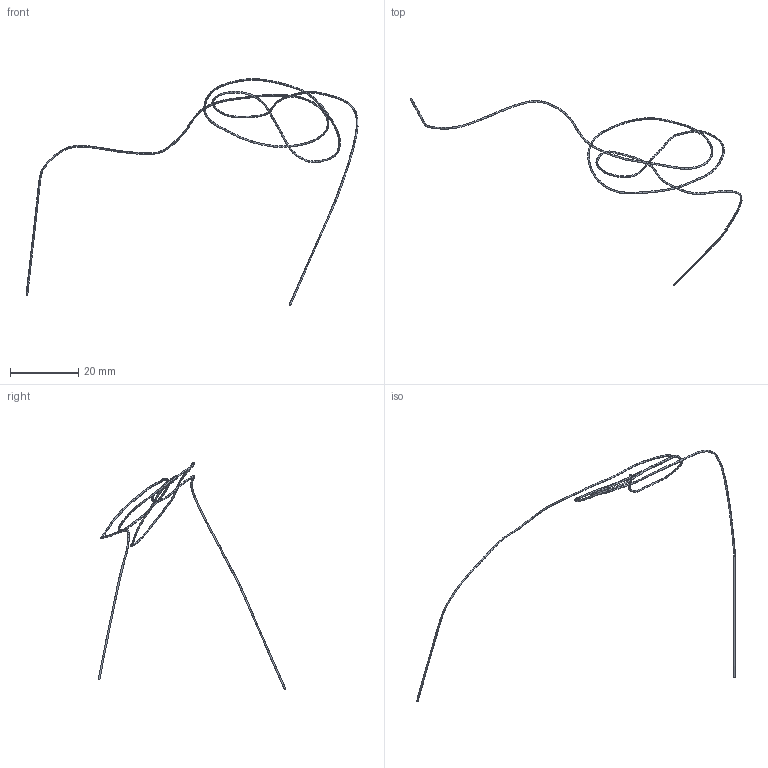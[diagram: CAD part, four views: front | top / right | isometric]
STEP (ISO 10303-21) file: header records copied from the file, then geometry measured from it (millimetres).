
FILE_DESCRIPTION(('STEP AP214'),'1');
FILE_NAME('Adult_DBS_08_Lead_Left.step','2024-02-05T22:20:12',(' '),('ANSOFT Corporation'),'Spatial InterOp 3D',' ',' ');
FILE_SCHEMA(('AUTOMOTIVE_DESIGN { 1 0 10303 214 1 1 1 1 }'));
Length unit declared in the file: millimetre
Products named in the file (1): Lead_left
Bounding box: 97.34 x 55.01 x 66.46 mm (x, y, z)
Volume: 83.8 mm3; surface area: 670.6 mm2
Topology: 1 solids, 1 shells, 508 faces, 1398 edges, 892 vertices
Faces by surface type: cylinder 506, plane 2
Entity records: 16558 total; most frequent: DIRECTION 3308, CARTESIAN_POINT 2799, ORIENTED_EDGE 2796, AXIS2_PLACEMENT_3D 1401, EDGE_CURVE 1398, VERTEX_POINT 892, ELLIPSE 866, ADVANCED_FACE 508
